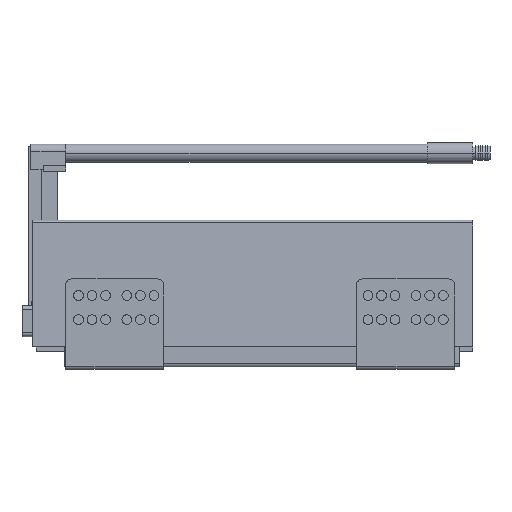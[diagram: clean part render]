
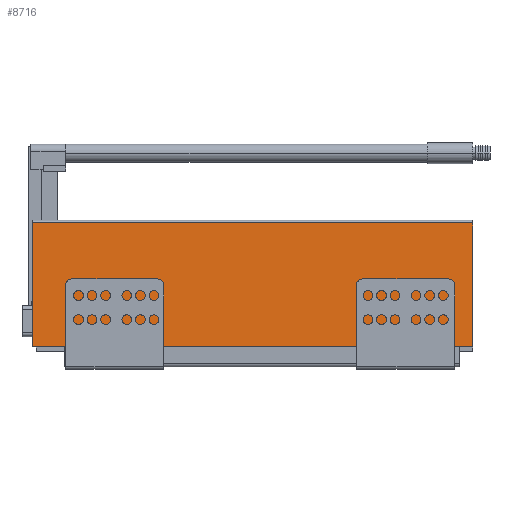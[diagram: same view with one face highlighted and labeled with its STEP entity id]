
A CAD part, top view. The second image highlights one B-rep face of the part: STEP entity #8716.
In plain terms, the highlighted planar face has unit normal (0, 0.052, 0.999).
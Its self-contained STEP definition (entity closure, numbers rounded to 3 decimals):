
#519 = CARTESIAN_POINT ( 'NONE',  ( -292., 0., 66.6 ) ) ;
#548 = CARTESIAN_POINT ( 'NONE',  ( 0., 0., 66.6 ) ) ;
#573 = LINE ( 'NONE', #9052, #2320 ) ;
#702 = CARTESIAN_POINT ( 'NONE',  ( -292., 0., 66.6 ) ) ;
#828 = ORIENTED_EDGE ( 'NONE', *, *, #8424, .F. ) ;
#873 = CARTESIAN_POINT ( 'NONE',  ( -292., 82.129, 62.296 ) ) ;
#1289 = CARTESIAN_POINT ( 'NONE',  ( -292., 0., 66.6 ) ) ;
#1515 = DIRECTION ( 'NONE',  ( 0., 0.999, -0.052 ) ) ;
#1545 = VECTOR ( 'NONE', #1515, 1000. ) ;
#1870 = VERTEX_POINT ( 'NONE', #873 ) ;
#2320 = VECTOR ( 'NONE', #6082, 1000. ) ;
#2858 = VECTOR ( 'NONE', #7484, 1000. ) ;
#4304 = VERTEX_POINT ( 'NONE', #6257 ) ;
#4392 = DIRECTION ( 'NONE',  ( 0., 0.052, 0.999 ) ) ;
#4427 = AXIS2_PLACEMENT_3D ( 'NONE', #702, #4392, #8088 ) ;
#4575 = FACE_OUTER_BOUND ( 'NONE', #7232, .T. ) ;
#4825 = CARTESIAN_POINT ( 'NONE',  ( -292., 82.129, 62.296 ) ) ;
#5816 = VERTEX_POINT ( 'NONE', #1289 ) ;
#6082 = DIRECTION ( 'NONE',  ( 1., 0., 0. ) ) ;
#6120 = LINE ( 'NONE', #548, #1545 ) ;
#6257 = CARTESIAN_POINT ( 'NONE',  ( 0., 0., 66.6 ) ) ;
#7057 = CARTESIAN_POINT ( 'NONE',  ( 0., 82.129, 62.296 ) ) ;
#7232 = EDGE_LOOP ( 'NONE', ( #9827, #828, #7837, #10033 ) ) ;
#7402 = VERTEX_POINT ( 'NONE', #7057 ) ;
#7411 = PLANE ( 'NONE',  #4427 ) ;
#7476 = EDGE_CURVE ( 'NONE', #5816, #1870, #8942, .T. ) ;
#7484 = DIRECTION ( 'NONE',  ( 1., 0., 0. ) ) ;
#7837 = ORIENTED_EDGE ( 'NONE', *, *, #7476, .F. ) ;
#7892 = DIRECTION ( 'NONE',  ( 0., 0.999, -0.052 ) ) ;
#8088 = DIRECTION ( 'NONE',  ( 0., 0.999, -0.052 ) ) ;
#8424 = EDGE_CURVE ( 'NONE', #1870, #7402, #9349, .T. ) ;
#8716 = ADVANCED_FACE ( 'NONE', ( #4575 ), #7411, .T. ) ;
#8942 = LINE ( 'NONE', #519, #11361 ) ;
#9052 = CARTESIAN_POINT ( 'NONE',  ( -292., 0., 66.6 ) ) ;
#9349 = LINE ( 'NONE', #4825, #2858 ) ;
#9464 = EDGE_CURVE ( 'NONE', #4304, #7402, #6120, .T. ) ;
#9827 = ORIENTED_EDGE ( 'NONE', *, *, #9464, .T. ) ;
#10033 = ORIENTED_EDGE ( 'NONE', *, *, #10965, .T. ) ;
#10965 = EDGE_CURVE ( 'NONE', #5816, #4304, #573, .T. ) ;
#11361 = VECTOR ( 'NONE', #7892, 1000. ) ;
